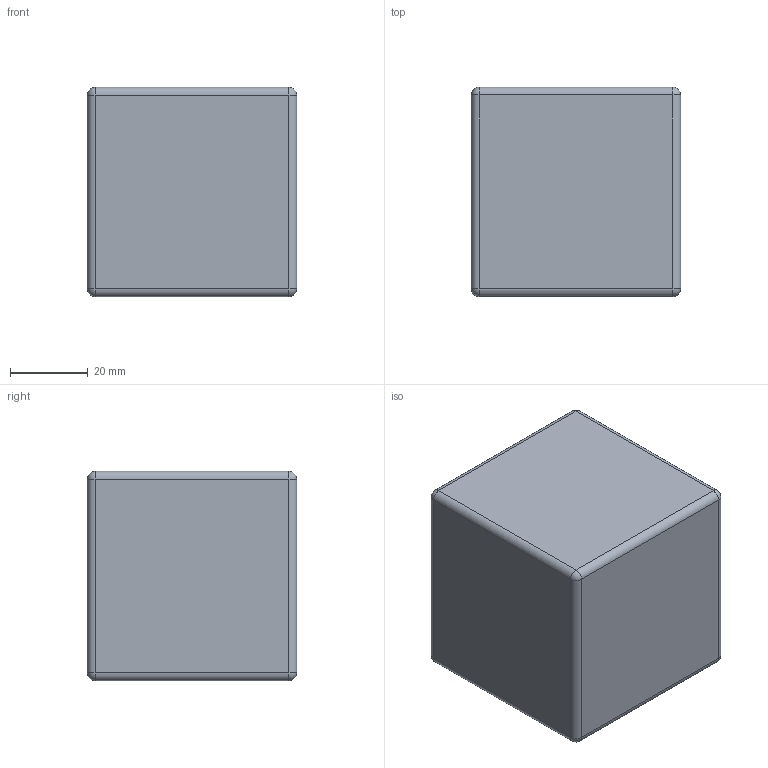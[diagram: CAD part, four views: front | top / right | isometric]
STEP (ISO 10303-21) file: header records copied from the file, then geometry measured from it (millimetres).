
FILE_DESCRIPTION ('Design a cube with 50mm sides. Use ABS plastic for durability. Ensure walls are 2mm thick, with a honeycomb infill at 20% density for strength while conserving material. Print with a 0.4mm nozzle, 0.2mm layer height for balance between strength and resolution.','2;1');
FILE_NAME('KittyCAD Text to CAD model','2024-01-21T03:36:13',('Author'),('KittyCAD'),'KittyCAD Text to CAD','text-to-cad.kittycad.io','Unknown');
FILE_SCHEMA(('AUTOMOTIVE_DESIGN { 1 0 10303 214 1 1 1 1 }'));
Length unit declared in the file: millimetre
Products named in the file (1): KittyCAD Text to CAD
Bounding box: 54 x 54 x 54 mm (x, y, z)
Volume: 31918.5 mm3; surface area: 31935.2 mm2
Topology: 1 solids, 2 shells, 32 faces, 60 edges, 32 vertices
Faces by surface type: plane 12, cylinder 12, sphere 8
Entity records: 1884 total; most frequent: CARTESIAN_POINT 597, DIRECTION 254, LINE 140, VECTOR 140, ORIENTED_EDGE 120, PCURVE 120, DEFINITIONAL_REPRESENTATION 120, EDGE_CURVE 60
